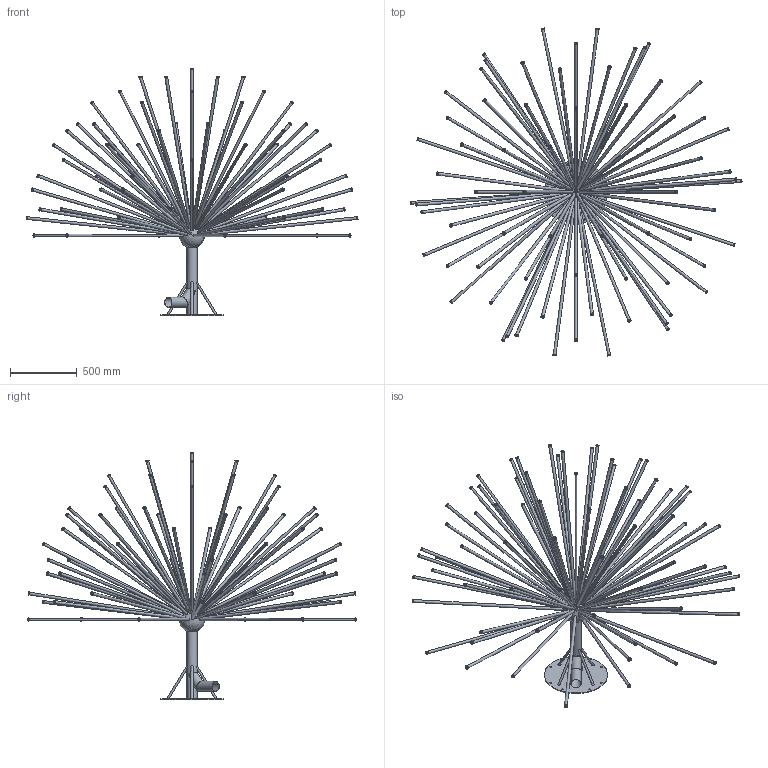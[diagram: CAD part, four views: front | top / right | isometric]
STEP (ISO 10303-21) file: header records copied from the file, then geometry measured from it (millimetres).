
FILE_DESCRIPTION(/* description */ (''),/* implementation_level */ '2;1');
FILE_NAME(/* name */ '51762_Water sphere H 2500_73.stp',/* time_stamp */ '2015-06-29T09:38:41+02:00',/* author */ ('guzb562'),/* organization */ (''),/* preprocessor_version */ 'ST-DEVELOPER v15.6',/* originating_system */ 'Autodesk Inventor 2015',/* authorisation */ '');
FILE_SCHEMA (('AUTOMOTIVE_DESIGN { 1 0 10303 214 3 1 1 }'));
Length unit declared in the file: millimetre
Products named in the file (2): 51762_Water sphere H 2500_73
Assembly tree (1 placements, depth 2):
  51762_Water sphere H 2500_73
    51762_Water sphere H 2500_73
Bounding box: 2483.62 x 2454.9 x 1850 mm (x, y, z)
Volume: 36184443.3 mm3; surface area: 6351036.4 mm2
Topology: 1 solids, 1 shells, 733 faces, 1497 edges, 996 vertices
Faces by surface type: plane 345, cylinder 242, bspline 78, torus 67, sphere 1
Full cylindrical faces by diameter (mm): 9 x67, 10.5 x6, 12 x8, 17 x4, 21 x73, 25.5 x73, 73 x2, 76 x3, 475 x1
Entity records: 18911 total; most frequent: CARTESIAN_POINT 4458, DIRECTION 2827, ORIENTED_EDGE 2218, EDGE_LOOP 1293, AXIS2_PLACEMENT_3D 1221, EDGE_CURVE 1109, VERTEX_POINT 914, ADVANCED_FACE 733
